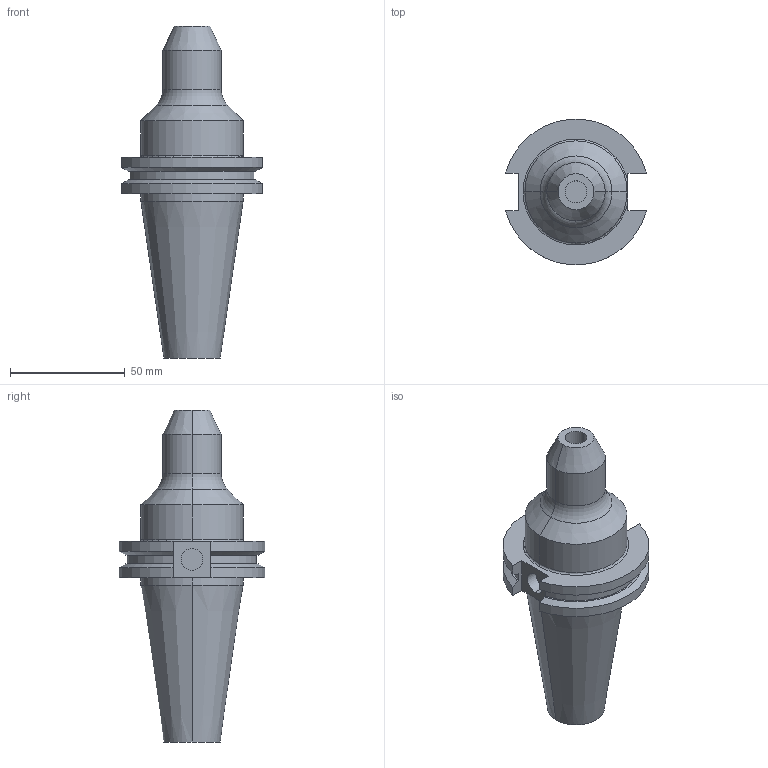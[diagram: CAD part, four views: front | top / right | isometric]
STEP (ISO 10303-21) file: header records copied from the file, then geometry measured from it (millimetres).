
FILE_DESCRIPTION (( 'STEP AP203' ), '1' );
FILE_NAME ('STP-5031-653-A24-300-2(S2-22915).STEP', '2021-06-23T06:07:16', ( '' ), ( '' ), 'SwSTEP 2.0', 'SolidWorks 2017', '' );
FILE_SCHEMA (( 'CONFIG_CONTROL_DESIGN' ));
Length unit declared in the file: millimetre
Products named in the file (1): STP-5031-653-A24-300-2(S2-22915)
Bounding box: 61.35 x 63.26 x 144.45 mm (x, y, z)
Volume: 151789.9 mm3; surface area: 24763.3 mm2
Topology: 1 solids, 1 shells, 56 faces, 133 edges, 83 vertices
Faces by surface type: cylinder 22, plane 18, cone 12, torus 4
Entity records: 1704 total; most frequent: CARTESIAN_POINT 307, DIRECTION 295, ORIENTED_EDGE 262, EDGE_CURVE 131, AXIS2_PLACEMENT_3D 117, VERTEX_POINT 83, EDGE_LOOP 62, LINE 61
